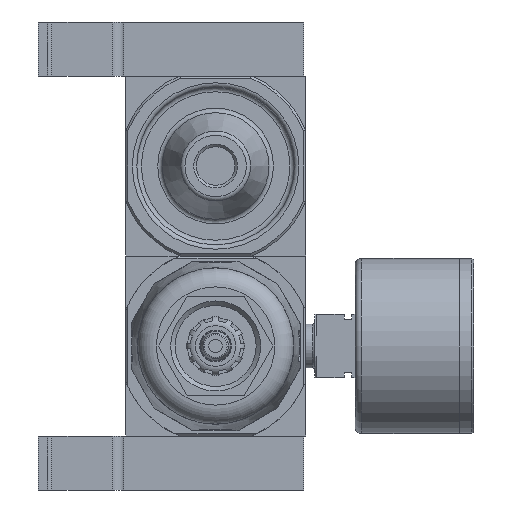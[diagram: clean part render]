
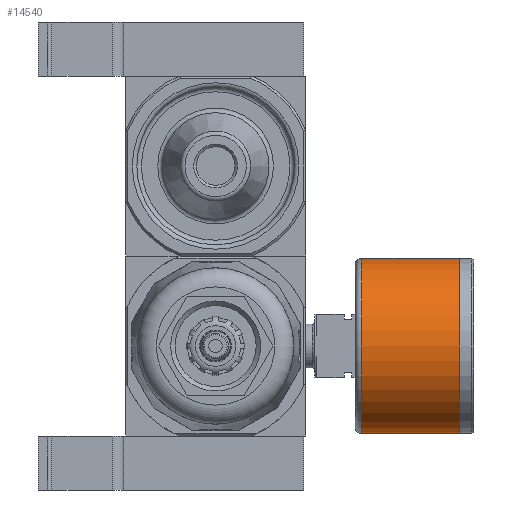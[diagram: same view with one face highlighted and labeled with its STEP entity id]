
A CAD part, front view. The second image highlights one B-rep face of the part: STEP entity #14540.
In plain terms, the highlighted cylindrical face has radius 19.5 mm (diameter 39 mm), a full revolution.
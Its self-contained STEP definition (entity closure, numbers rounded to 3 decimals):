
#668=CYLINDRICAL_SURFACE('',#20148,19.5);
#1555=CIRCLE('',#20147,19.5);
#1556=CIRCLE('',#20149,19.5);
#5271=ORIENTED_EDGE('',*,*,#7536,.F.);
#5272=ORIENTED_EDGE('',*,*,#7537,.T.);
#7536=EDGE_CURVE('',#9014,#9014,#1555,.T.);
#7537=EDGE_CURVE('',#9015,#9015,#1556,.T.);
#9014=VERTEX_POINT('',#29465);
#9015=VERTEX_POINT('',#29468);
#12051=EDGE_LOOP('',(#5271));
#12052=EDGE_LOOP('',(#5272));
#13196=FACE_BOUND('',#12051,.T.);
#13197=FACE_BOUND('',#12052,.T.);
#14540=ADVANCED_FACE('',(#13196,#13197),#668,.T.);
#20147=AXIS2_PLACEMENT_3D('',#29464,#24335,#24336);
#20148=AXIS2_PLACEMENT_3D('',#29466,#24337,#24338);
#20149=AXIS2_PLACEMENT_3D('',#29467,#24339,#24340);
#24335=DIRECTION('',(1.,0.,0.));
#24336=DIRECTION('',(0.,0.,-1.));
#24337=DIRECTION('',(1.,0.,0.));
#24338=DIRECTION('',(0.,0.,-1.));
#24339=DIRECTION('',(1.,0.,0.));
#24340=DIRECTION('',(0.,0.,-1.));
#29464=CARTESIAN_POINT('',(-3.2,0.,0.));
#29465=CARTESIAN_POINT('',(-3.2,0.,-19.5));
#29466=CARTESIAN_POINT('',(0.,0.,0.));
#29467=CARTESIAN_POINT('',(-24.85,0.,0.));
#29468=CARTESIAN_POINT('',(-24.85,0.,-19.5));
